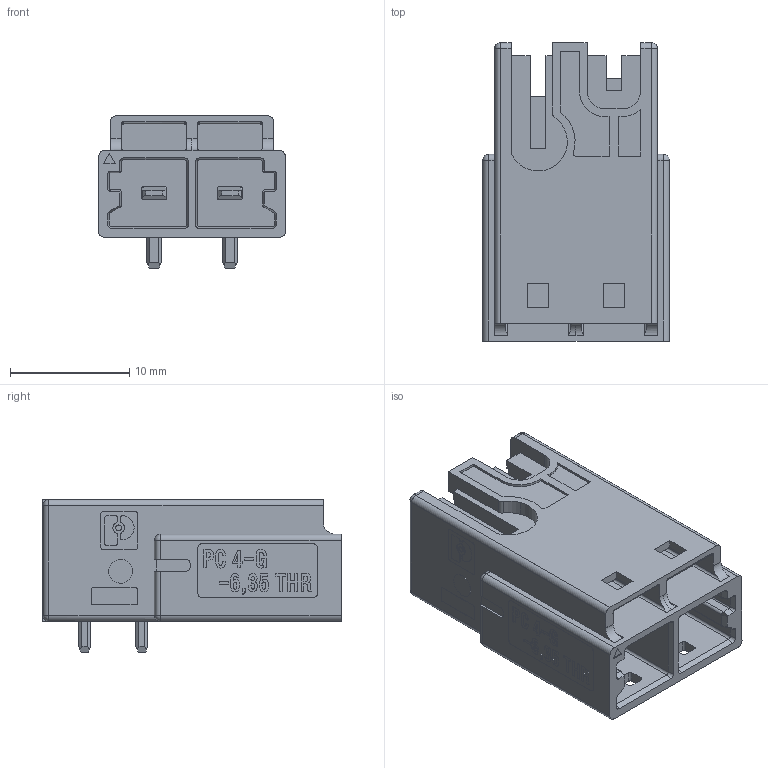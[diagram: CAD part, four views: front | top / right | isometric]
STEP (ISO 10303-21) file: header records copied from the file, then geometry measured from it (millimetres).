
FILE_DESCRIPTION(('STEP AP214'),'1');
FILE_NAME('cctmp_6F05C75C-AFA8-4500-B382-2B5CCB6EE514_2022_08_08_08_35_44_0300_2016..stp','2022-08-08T08:35:44',('PHOENIX CONTACT Deutschland GmbH'),('CADClick - www.CADClick.com'),'Spatial InterOp 3D',' ','unknown authorization');
FILE_SCHEMA(('AUTOMOTIVE_DESIGN'));
Length unit declared in the file: millimetre
Products named in the file (4): cc_unnamed; 2022_08_08_08_35_44_0268; 2022_08_08_08_35_44_0237; 2022_08_08_08_35_44_0206
Assembly tree (3 placements, depth 2):
  cc_unnamed
    2022_08_08_08_35_44_0268
    2022_08_08_08_35_44_0237
    2022_08_08_08_35_44_0206
Bounding box: 15.65 x 25 x 12.8 mm (x, y, z)
Volume: 2097.2 mm3; surface area: 3209.6 mm2
Topology: 3 solids, 3 shells, 993 faces, 2809 edges, 1830 vertices
Faces by surface type: plane 724, cylinder 190, cone 40, bspline 31, sphere 8
Entity records: 66264 total; most frequent: CARTESIAN_POINT 10985, ORIENTED_EDGE 5576, STYLED_ITEM 5302, PRESENTATION_STYLE_ASSIGNMENT 5302, COLOUR_RGB 5302, DIRECTION 5013, EDGE_CURVE 2787, CURVE_STYLE 2681
